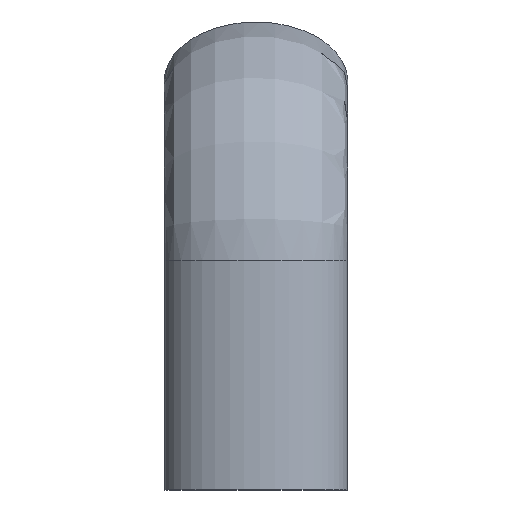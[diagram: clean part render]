
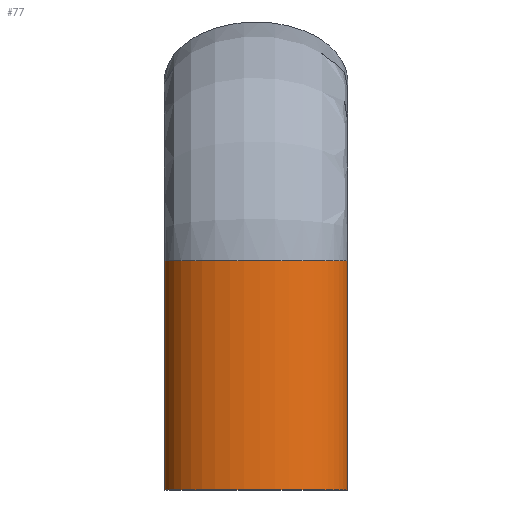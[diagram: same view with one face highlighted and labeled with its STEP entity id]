
A CAD part, left-side view. The second image highlights one B-rep face of the part: STEP entity #77.
In plain terms, the highlighted free-form (B-spline) face has degree [1, 2] with [2, 9] control points.
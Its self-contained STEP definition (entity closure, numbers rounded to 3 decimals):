
#77=ADVANCED_FACE('',(#145),#146,.T.);
#145=FACE_OUTER_BOUND('',#341,.T.);
#146=(B_SPLINE_SURFACE(1,2,((#343,#344,#345,#346,#347,#348,#349,#350,#351),(#352,#353,#354,#355,#356,#357,#358,#359,#360)),.UNSPECIFIED.,.F.,.T.,.F.)B_SPLINE_SURFACE_WITH_KNOTS((2,2),(3,2,2,2,3),(-2.5,0.0),(0.0,15.708,31.416,47.124,62.832),.UNSPECIFIED.)RATIONAL_B_SPLINE_SURFACE(((1.0,0.707,1.0,0.707,1.0,0.707,1.0,0.707,1.0),(1.0,0.707,1.0,0.707,1.0,0.707,1.0,0.707,1.0)))BOUNDED_SURFACE()REPRESENTATION_ITEM('')GEOMETRIC_REPRESENTATION_ITEM()SURFACE());
#341=EDGE_LOOP('',(#663,#664,#665,#666));
#343=CARTESIAN_POINT('',(0.,10.0,25.0));
#344=CARTESIAN_POINT('',(-6.5,10.0,25.0));
#345=CARTESIAN_POINT('',(-6.5,0.,25.0));
#346=CARTESIAN_POINT('',(-6.5,-10.0,25.0));
#347=CARTESIAN_POINT('',(0.,-10.0,25.0));
#348=CARTESIAN_POINT('',(6.5,-10.0,25.0));
#349=CARTESIAN_POINT('',(6.5,0.,25.0));
#350=CARTESIAN_POINT('',(6.5,10.0,25.0));
#351=CARTESIAN_POINT('',(0.,10.0,25.0));
#352=CARTESIAN_POINT('',(0.,10.0,0.0));
#353=CARTESIAN_POINT('',(-6.5,10.0,0.0));
#354=CARTESIAN_POINT('',(-6.5,0.,0.0));
#355=CARTESIAN_POINT('',(-6.5,-10.0,0.0));
#356=CARTESIAN_POINT('',(0.,-10.0,0.0));
#357=CARTESIAN_POINT('',(6.5,-10.0,0.0));
#358=CARTESIAN_POINT('',(6.5,0.,0.0));
#359=CARTESIAN_POINT('',(6.5,10.0,0.0));
#360=CARTESIAN_POINT('',(0.,10.0,0.0));
#663=ORIENTED_EDGE('',*,*,#689,.T.);
#664=ORIENTED_EDGE('',*,*,#684,.T.);
#665=ORIENTED_EDGE('',*,*,#691,.T.);
#666=ORIENTED_EDGE('',*,*,#746,.F.);
#684=EDGE_CURVE('',#748,#752,#754,.T.);
#689=EDGE_CURVE('',#763,#748,#764,.T.);
#691=EDGE_CURVE('',#752,#765,#767,.T.);
#746=EDGE_CURVE('',#763,#765,#850,.T.);
#748=VERTEX_POINT('',#852);
#752=VERTEX_POINT('',#856);
#754=ELLIPSE('',#858,10.0,6.5);
#763=VERTEX_POINT('',#867);
#764=LINE('',#868,#869);
#765=VERTEX_POINT('',#870);
#767=LINE('',#872,#873);
#850=ELLIPSE('',#980,10.0,6.5);
#852=CARTESIAN_POINT('',(0.,-10.0,25.0));
#856=CARTESIAN_POINT('',(0.,10.0,25.0));
#858=AXIS2_PLACEMENT_3D('',#990,#991,#992);
#867=CARTESIAN_POINT('',(0.,-10.0,0.0));
#868=CARTESIAN_POINT('',(0.,-10.0,0.0));
#869=VECTOR('',#1005,1.0);
#870=CARTESIAN_POINT('',(0.,10.0,0.0));
#872=CARTESIAN_POINT('',(0.,10.0,0.0));
#873=VECTOR('',#1009,1.0);
#980=AXIS2_PLACEMENT_3D('',#1124,#1125,#1126);
#990=CARTESIAN_POINT('',(0.0,0.0,25.0));
#991=DIRECTION('',(-0.0,0.0,-1.0));
#992=DIRECTION('',(-0.0,-1.0,0.0));
#1005=DIRECTION('',(0.0,0.0,1.0));
#1009=DIRECTION('',(-0.0,-0.0,-1.0));
#1124=CARTESIAN_POINT('',(0.0,0.0,0.0));
#1125=DIRECTION('',(-0.0,0.0,-1.0));
#1126=DIRECTION('',(-0.0,-1.0,0.0));
